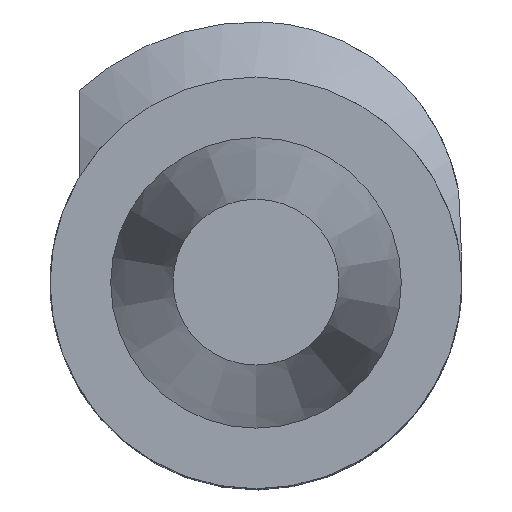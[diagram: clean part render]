
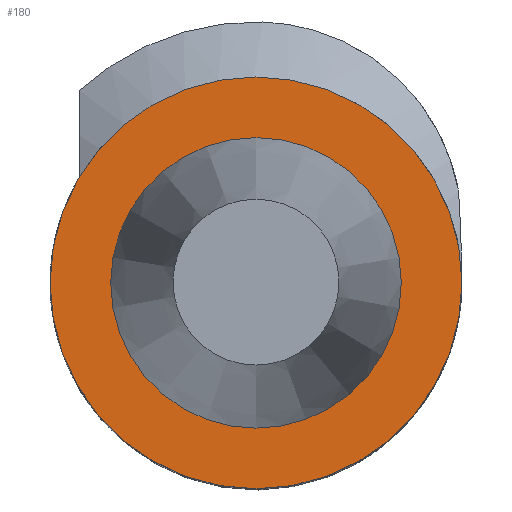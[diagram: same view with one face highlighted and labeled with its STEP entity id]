
A CAD part, top view. The second image highlights one B-rep face of the part: STEP entity #180.
In plain terms, the highlighted planar face has unit normal (0, 0, 1).
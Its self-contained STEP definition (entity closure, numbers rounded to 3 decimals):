
#94=EDGE_CURVE('Unnamed[1]',#267,#267,#268,.T.);
#175=EDGE_CURVE('Unnamed[1]',#389,#389,#390,.T.);
#180=ADVANCED_FACE('Unnamed[1]',(#396,#397),#398,.T.);
#267=VERTEX_POINT('',#493);
#268=CIRCLE('',#494,31.5);
#389=VERTEX_POINT('',#698);
#390=CIRCLE('',#699,22.225);
#396=FACE_OUTER_BOUND('',#707,.T.);
#397=FACE_BOUND('',#708,.T.);
#398=PLANE('',#709);
#493=CARTESIAN_POINT('',(0.,-31.5,-1.));
#494=AXIS2_PLACEMENT_3D('',#843,#844,#845);
#698=CARTESIAN_POINT('',(0.,-22.225,-1.));
#699=AXIS2_PLACEMENT_3D('',#981,#982,#983);
#707=EDGE_LOOP('',(#988));
#708=EDGE_LOOP('',(#989));
#709=AXIS2_PLACEMENT_3D('',#990,#991,#992);
#843=CARTESIAN_POINT('',(0.,0.,-1.));
#844=DIRECTION('',(0.,0.,-1.0));
#845=DIRECTION('',(0.,-1.0,0.));
#981=CARTESIAN_POINT('',(0.,0.,-1.));
#982=DIRECTION('',(0.,0.,-1.0));
#983=DIRECTION('',(0.,-1.0,0.));
#988=ORIENTED_EDGE('',*,*,#94,.F.);
#989=ORIENTED_EDGE('',*,*,#175,.T.);
#990=CARTESIAN_POINT('',(0.,-26.863,-1.));
#991=DIRECTION('',(0.,0.,1.0));
#992=DIRECTION('',(1.0,0.,0.0));
